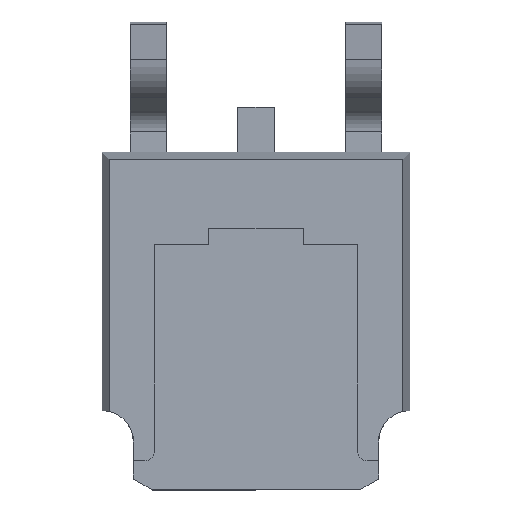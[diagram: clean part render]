
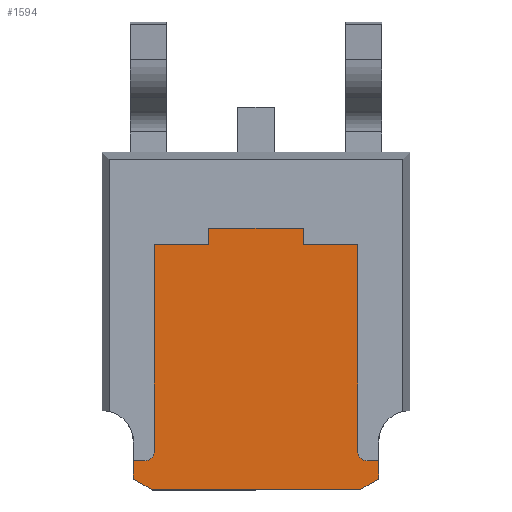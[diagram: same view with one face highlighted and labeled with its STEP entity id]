
A CAD part, front view. The second image highlights one B-rep face of the part: STEP entity #1594.
In plain terms, the highlighted planar face has unit normal (0, -1, 0).
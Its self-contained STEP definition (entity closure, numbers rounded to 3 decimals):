
#7 = LINE ( 'NONE', #557, #1403 ) ;
#10 = CIRCLE ( 'NONE', #241, 0.2 ) ;
#23 = EDGE_CURVE ( 'NONE', #253, #211, #579, .T. ) ;
#24 = DIRECTION ( 'NONE',  ( 0., 0., -1. ) ) ;
#69 = VERTEX_POINT ( 'NONE', #1499 ) ;
#70 = VECTOR ( 'NONE', #1563, 1000. ) ;
#76 = ORIENTED_EDGE ( 'NONE', *, *, #585, .T. ) ;
#87 = VERTEX_POINT ( 'NONE', #1107 ) ;
#97 = VECTOR ( 'NONE', #193, 1000. ) ;
#113 = EDGE_CURVE ( 'NONE', #1664, #403, #257, .T. ) ;
#114 = VERTEX_POINT ( 'NONE', #1537 ) ;
#122 = VECTOR ( 'NONE', #1024, 1000. ) ;
#162 = CARTESIAN_POINT ( 'NONE',  ( 4.881, -1.143, -4.128 ) ) ;
#161 = VECTOR ( 'NONE', #895, 1000. ) ;
#174 = LINE ( 'NONE', #1133, #1308 ) ;
#177 = CARTESIAN_POINT ( 'NONE',  ( 2.16, -1.143, 3.047 ) ) ;
#180 = LINE ( 'NONE', #604, #1000 ) ;
#188 = LINE ( 'NONE', #886, #122 ) ;
#193 = DIRECTION ( 'NONE',  ( 0., 0., 1. ) ) ;
#211 = VERTEX_POINT ( 'NONE', #1690 ) ;
#228 = DIRECTION ( 'NONE',  ( -0.866, 0., 0.5 ) ) ;
#235 = LINE ( 'NONE', #804, #698 ) ;
#241 = AXIS2_PLACEMENT_3D ( 'NONE', #468, #1590, #1156 ) ;
#253 = VERTEX_POINT ( 'NONE', #1429 ) ;
#255 = DIRECTION ( 'NONE',  ( 0., 0., 1. ) ) ;
#257 = LINE ( 'NONE', #499, #529 ) ;
#280 = LINE ( 'NONE', #162, #1709 ) ;
#335 = EDGE_CURVE ( 'NONE', #211, #114, #180, .T. ) ;
#340 = ORIENTED_EDGE ( 'NONE', *, *, #335, .T. ) ;
#345 = EDGE_CURVE ( 'NONE', #1469, #253, #188, .T. ) ;
#351 = VERTEX_POINT ( 'NONE', #1448 ) ;
#355 = CARTESIAN_POINT ( 'NONE',  ( 2.603, -1.143, -3.897 ) ) ;
#366 = CARTESIAN_POINT ( 'NONE',  ( 1., -1.143, 3.047 ) ) ;
#369 = DIRECTION ( 'NONE',  ( -0.866, 0., -0.5 ) ) ;
#394 = EDGE_LOOP ( 'NONE', ( #1787, #76, #1589, #1804, #1333, #857, #340, #1609, #1218, #1251, #523, #758, #606, #1492, #772, #770 ) ) ;
#396 = DIRECTION ( 'NONE',  ( -1., 0., 0. ) ) ;
#399 = LINE ( 'NONE', #1280, #70 ) ;
#403 = VERTEX_POINT ( 'NONE', #1186 ) ;
#409 = CARTESIAN_POINT ( 'NONE',  ( 2.203, -1.143, -4.128 ) ) ;
#420 = VECTOR ( 'NONE', #719, 1000. ) ;
#428 = CARTESIAN_POINT ( 'NONE',  ( -2.16, -1.143, -3.303 ) ) ;
#450 = EDGE_CURVE ( 'NONE', #351, #69, #235, .T. ) ;
#468 = CARTESIAN_POINT ( 'NONE',  ( -2.36, -1.143, -3.303 ) ) ;
#469 = DIRECTION ( 'NONE',  ( -1., 0., 0. ) ) ;
#497 = CARTESIAN_POINT ( 'NONE',  ( 2.36, -1.143, -3.303 ) ) ;
#499 = CARTESIAN_POINT ( 'NONE',  ( -2.603, -1.143, -3.897 ) ) ;
#523 = ORIENTED_EDGE ( 'NONE', *, *, #1655, .T. ) ;
#529 = VECTOR ( 'NONE', #228, 1000. ) ;
#548 = CARTESIAN_POINT ( 'NONE',  ( 2.16, -1.143, -3.303 ) ) ;
#554 = EDGE_CURVE ( 'NONE', #953, #1664, #280, .T. ) ;
#557 = CARTESIAN_POINT ( 'NONE',  ( -3.27, -1.143, -3.503 ) ) ;
#564 = CARTESIAN_POINT ( 'NONE',  ( -2.603, -1.143, -3.109 ) ) ;
#579 = LINE ( 'NONE', #366, #1767 ) ;
#585 = EDGE_CURVE ( 'NONE', #351, #889, #7, .T. ) ;
#587 = DIRECTION ( 'NONE',  ( 0., 1., 0. ) ) ;
#604 = CARTESIAN_POINT ( 'NONE',  ( -3.27, -1.143, 1.432 ) ) ;
#606 = ORIENTED_EDGE ( 'NONE', *, *, #1584, .F. ) ;
#667 = CARTESIAN_POINT ( 'NONE',  ( 2.16, -1.143, 1.082 ) ) ;
#698 = VECTOR ( 'NONE', #816, 1000. ) ;
#719 = DIRECTION ( 'NONE',  ( 0., 0., 1. ) ) ;
#725 = LINE ( 'NONE', #1153, #161 ) ;
#758 = ORIENTED_EDGE ( 'NONE', *, *, #1408, .T. ) ;
#766 = EDGE_CURVE ( 'NONE', #69, #953, #1647, .T. ) ;
#770 = ORIENTED_EDGE ( 'NONE', *, *, #766, .F. ) ;
#772 = ORIENTED_EDGE ( 'NONE', *, *, #554, .F. ) ;
#804 = CARTESIAN_POINT ( 'NONE',  ( 2.603, -1.143, -3.109 ) ) ;
#816 = DIRECTION ( 'NONE',  ( 0., 0., -1. ) ) ;
#847 = PLANE ( 'NONE',  #1451 ) ;
#857 = ORIENTED_EDGE ( 'NONE', *, *, #23, .T. ) ;
#863 = AXIS2_PLACEMENT_3D ( 'NONE', #497, #1505, #255 ) ;
#879 = VERTEX_POINT ( 'NONE', #428 ) ;
#884 = VERTEX_POINT ( 'NONE', #971 ) ;
#886 = CARTESIAN_POINT ( 'NONE',  ( -3.27, -1.143, 1.082 ) ) ;
#889 = VERTEX_POINT ( 'NONE', #1386 ) ;
#895 = DIRECTION ( 'NONE',  ( -1., 0., 0. ) ) ;
#897 = VECTOR ( 'NONE', #369, 1000. ) ;
#898 = VERTEX_POINT ( 'NONE', #548 ) ;
#953 = VERTEX_POINT ( 'NONE', #409 ) ;
#966 = DIRECTION ( 'NONE',  ( -1., 0., 0. ) ) ;
#971 = CARTESIAN_POINT ( 'NONE',  ( -2.16, -1.143, 1.082 ) ) ;
#986 = EDGE_CURVE ( 'NONE', #87, #884, #725, .T. ) ;
#1000 = VECTOR ( 'NONE', #469, 1000. ) ;
#1014 = VERTEX_POINT ( 'NONE', #1462 ) ;
#1024 = DIRECTION ( 'NONE',  ( -1., 0., 0. ) ) ;
#1033 = EDGE_CURVE ( 'NONE', #898, #1469, #1441, .T. ) ;
#1066 = VERTEX_POINT ( 'NONE', #1733 ) ;
#1107 = CARTESIAN_POINT ( 'NONE',  ( -1., -1.143, 1.082 ) ) ;
#1133 = CARTESIAN_POINT ( 'NONE',  ( -1., -1.143, 3.047 ) ) ;
#1153 = CARTESIAN_POINT ( 'NONE',  ( -3.27, -1.143, 1.082 ) ) ;
#1156 = DIRECTION ( 'NONE',  ( 0., 0., 1. ) ) ;
#1186 = CARTESIAN_POINT ( 'NONE',  ( -2.603, -1.143, -3.897 ) ) ;
#1218 = ORIENTED_EDGE ( 'NONE', *, *, #986, .T. ) ;
#1226 = EDGE_CURVE ( 'NONE', #884, #879, #399, .T. ) ;
#1247 = EDGE_CURVE ( 'NONE', #114, #87, #174, .T. ) ;
#1251 = ORIENTED_EDGE ( 'NONE', *, *, #1226, .T. ) ;
#1262 = DIRECTION ( 'NONE',  ( -1., 0., 0. ) ) ;
#1276 = FACE_OUTER_BOUND ( 'NONE', #394, .T. ) ;
#1280 = CARTESIAN_POINT ( 'NONE',  ( -2.16, -1.143, 3.047 ) ) ;
#1299 = VECTOR ( 'NONE', #396, 1000. ) ;
#1308 = VECTOR ( 'NONE', #24, 1000. ) ;
#1314 = DIRECTION ( 'NONE',  ( 0., 0., 1. ) ) ;
#1332 = CARTESIAN_POINT ( 'NONE',  ( -2.203, -1.143, -4.128 ) ) ;
#1333 = ORIENTED_EDGE ( 'NONE', *, *, #345, .T. ) ;
#1386 = CARTESIAN_POINT ( 'NONE',  ( 2.36, -1.143, -3.503 ) ) ;
#1403 = VECTOR ( 'NONE', #966, 1000. ) ;
#1408 = EDGE_CURVE ( 'NONE', #1014, #1066, #1811, .T. ) ;
#1429 = CARTESIAN_POINT ( 'NONE',  ( 1., -1.143, 1.082 ) ) ;
#1441 = LINE ( 'NONE', #177, #97 ) ;
#1448 = CARTESIAN_POINT ( 'NONE',  ( 2.603, -1.143, -3.503 ) ) ;
#1451 = AXIS2_PLACEMENT_3D ( 'NONE', #1466, #587, #1314 ) ;
#1462 = CARTESIAN_POINT ( 'NONE',  ( -2.36, -1.143, -3.503 ) ) ;
#1463 = EDGE_CURVE ( 'NONE', #889, #898, #1518, .T. ) ;
#1466 = CARTESIAN_POINT ( 'NONE',  ( -3.27, -1.143, 3.047 ) ) ;
#1469 = VERTEX_POINT ( 'NONE', #667 ) ;
#1492 = ORIENTED_EDGE ( 'NONE', *, *, #113, .F. ) ;
#1499 = CARTESIAN_POINT ( 'NONE',  ( 2.603, -1.143, -3.897 ) ) ;
#1505 = DIRECTION ( 'NONE',  ( 0., 1., 0. ) ) ;
#1518 = CIRCLE ( 'NONE', #863, 0.2 ) ;
#1537 = CARTESIAN_POINT ( 'NONE',  ( -1., -1.143, 1.432 ) ) ;
#1563 = DIRECTION ( 'NONE',  ( 0., 0., -1. ) ) ;
#1584 = EDGE_CURVE ( 'NONE', #403, #1066, #1713, .T. ) ;
#1589 = ORIENTED_EDGE ( 'NONE', *, *, #1463, .T. ) ;
#1590 = DIRECTION ( 'NONE',  ( 0., 1., 0. ) ) ;
#1594 = ADVANCED_FACE ( 'NONE', ( #1276 ), #847, .F. ) ;
#1609 = ORIENTED_EDGE ( 'NONE', *, *, #1247, .T. ) ;
#1647 = LINE ( 'NONE', #355, #897 ) ;
#1655 = EDGE_CURVE ( 'NONE', #879, #1014, #10, .T. ) ;
#1662 = CARTESIAN_POINT ( 'NONE',  ( -3.27, -1.143, -3.503 ) ) ;
#1664 = VERTEX_POINT ( 'NONE', #1332 ) ;
#1690 = CARTESIAN_POINT ( 'NONE',  ( 1., -1.143, 1.432 ) ) ;
#1709 = VECTOR ( 'NONE', #1262, 1000. ) ;
#1713 = LINE ( 'NONE', #564, #420 ) ;
#1733 = CARTESIAN_POINT ( 'NONE',  ( -2.603, -1.143, -3.503 ) ) ;
#1742 = DIRECTION ( 'NONE',  ( 0., 0., 1. ) ) ;
#1767 = VECTOR ( 'NONE', #1742, 1000. ) ;
#1787 = ORIENTED_EDGE ( 'NONE', *, *, #450, .F. ) ;
#1804 = ORIENTED_EDGE ( 'NONE', *, *, #1033, .T. ) ;
#1811 = LINE ( 'NONE', #1662, #1299 ) ;
